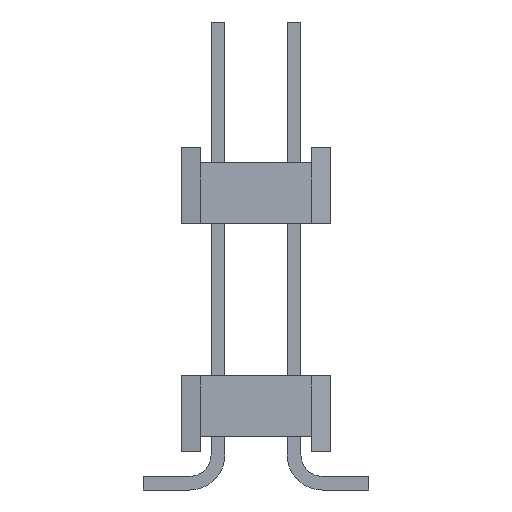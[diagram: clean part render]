
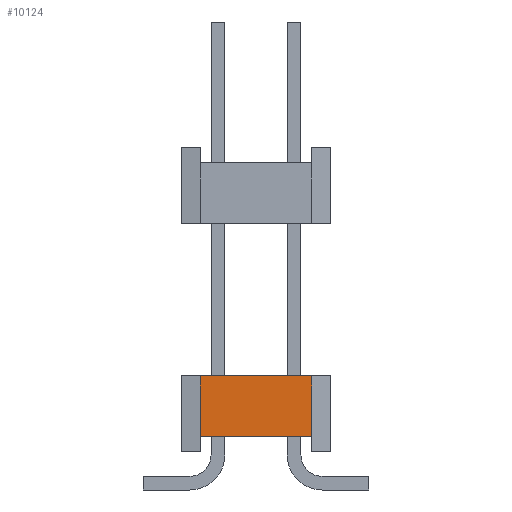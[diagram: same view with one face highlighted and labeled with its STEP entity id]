
A CAD part, left-side view. The second image highlights one B-rep face of the part: STEP entity #10124.
In plain terms, the highlighted planar face has unit normal (-1, 0, 0).
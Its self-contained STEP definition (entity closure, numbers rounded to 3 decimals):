
#792=FACE_OUTER_BOUND('',#1364,.T.);
#1364=EDGE_LOOP('',(#9017,#9018,#9019,#9020));
#2365=LINE('',#15676,#3669);
#2399=LINE('',#15744,#3703);
#2419=LINE('',#15783,#3723);
#2668=LINE('',#16281,#3972);
#3669=VECTOR('',#12880,3.708);
#3703=VECTOR('',#12926,2.032);
#3723=VECTOR('',#12962,2.032);
#3972=VECTOR('',#13427,3.708);
#4687=VERTEX_POINT('',#15673);
#4688=VERTEX_POINT('',#15675);
#4716=VERTEX_POINT('',#15743);
#4727=VERTEX_POINT('',#15781);
#5949=EDGE_CURVE('',#4688,#4687,#2365,.T.);
#5983=EDGE_CURVE('',#4688,#4716,#2399,.T.);
#6003=EDGE_CURVE('',#4687,#4727,#2419,.T.);
#6252=EDGE_CURVE('',#4727,#4716,#2668,.T.);
#9017=ORIENTED_EDGE('',*,*,#5983,.F.);
#9018=ORIENTED_EDGE('',*,*,#5949,.T.);
#9019=ORIENTED_EDGE('',*,*,#6003,.T.);
#9020=ORIENTED_EDGE('',*,*,#6252,.T.);
#9552=PLANE('',#10819);
#10124=ADVANCED_FACE('',(#792),#9552,.T.);
#10819=AXIS2_PLACEMENT_3D('',#16282,#13428,#13429);
#12880=DIRECTION('',(0.,-1.,0.));
#12926=DIRECTION('',(0.,0.,1.));
#12962=DIRECTION('',(0.,0.,1.));
#13427=DIRECTION('',(0.,1.,0.));
#13428=DIRECTION('center_axis',(-1.,0.,0.));
#13429=DIRECTION('ref_axis',(0.,0.,1.));
#15673=CARTESIAN_POINT('',(-6.35,-1.854,1.778));
#15675=CARTESIAN_POINT('',(-6.35,1.854,1.778));
#15676=CARTESIAN_POINT('',(-6.35,0.,1.778));
#15743=CARTESIAN_POINT('',(-6.35,1.854,3.81));
#15744=CARTESIAN_POINT('',(-6.35,1.854,2.794));
#15781=CARTESIAN_POINT('',(-6.35,-1.854,3.81));
#15783=CARTESIAN_POINT('',(-6.35,-1.854,2.794));
#16281=CARTESIAN_POINT('',(-6.35,0.,3.81));
#16282=CARTESIAN_POINT('Origin',(-6.35,0.,2.794));
